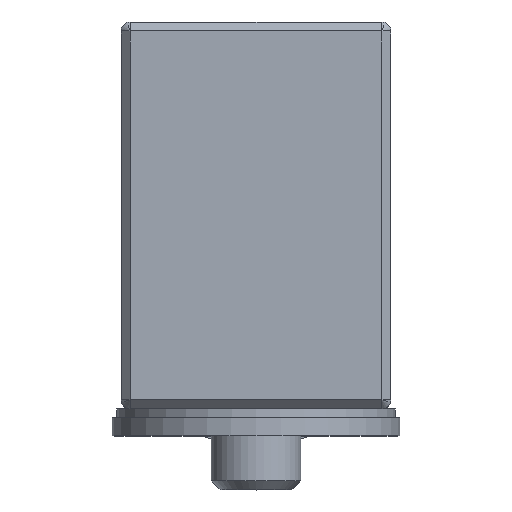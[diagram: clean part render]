
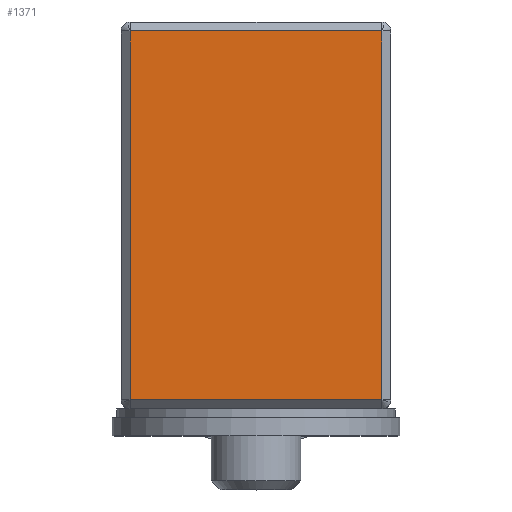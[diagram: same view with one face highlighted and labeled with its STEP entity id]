
A CAD part, top view. The second image highlights one B-rep face of the part: STEP entity #1371.
In plain terms, the highlighted planar face has unit normal (0, 0, 1).
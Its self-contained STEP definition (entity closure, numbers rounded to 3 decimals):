
#1092=CARTESIAN_POINT('',(7.,-10.25,0.0));
#1093=VERTEX_POINT('',#1092);
#1100=CARTESIAN_POINT('',(-7.,-10.25,0.0));
#1101=VERTEX_POINT('',#1100);
#1102=CARTESIAN_POINT('',(7.,-10.25,0.0));
#1103=DIRECTION('',(-1.0,0.0,0.0));
#1104=VECTOR('',#1103,14.);
#1105=LINE('',#1102,#1104);
#1106=EDGE_CURVE('',#1093,#1101,#1105,.T.);
#1174=CARTESIAN_POINT('',(7.,10.25,0.0));
#1175=VERTEX_POINT('',#1174);
#1182=CARTESIAN_POINT('',(7.,10.25,0.0));
#1183=DIRECTION('',(0.0,-1.0,0.0));
#1184=VECTOR('',#1183,20.5);
#1185=LINE('',#1182,#1184);
#1186=EDGE_CURVE('',#1175,#1093,#1185,.T.);
#1203=CARTESIAN_POINT('',(-7.,10.25,0.0));
#1204=VERTEX_POINT('',#1203);
#1220=CARTESIAN_POINT('',(-7.,-10.25,0.0));
#1221=DIRECTION('',(0.0,1.0,0.0));
#1222=VECTOR('',#1221,20.5);
#1223=LINE('',#1220,#1222);
#1224=EDGE_CURVE('',#1101,#1204,#1223,.T.);
#1282=CARTESIAN_POINT('',(-7.,10.25,0.0));
#1283=DIRECTION('',(1.0,0.0,0.0));
#1284=VECTOR('',#1283,14.0);
#1285=LINE('',#1282,#1284);
#1286=EDGE_CURVE('',#1204,#1175,#1285,.T.);
#1360=CARTESIAN_POINT('',(0.,0.,0.0));
#1361=DIRECTION('',(0.0,0.0,1.0));
#1362=DIRECTION('',(1.0,0.0,0.0));
#1363=AXIS2_PLACEMENT_3D('',#1360,#1361,#1362);
#1364=PLANE('',#1363);
#1365=ORIENTED_EDGE('',*,*,#1106,.F.);
#1366=ORIENTED_EDGE('',*,*,#1186,.F.);
#1367=ORIENTED_EDGE('',*,*,#1286,.F.);
#1368=ORIENTED_EDGE('',*,*,#1224,.F.);
#1369=EDGE_LOOP('',(#1365,#1366,#1367,#1368));
#1370=FACE_OUTER_BOUND('',#1369,.T.);
#1371=ADVANCED_FACE('',(#1370),#1364,.T.);
